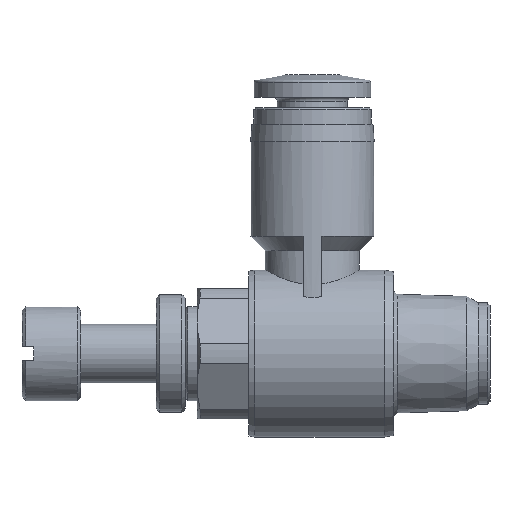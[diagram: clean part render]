
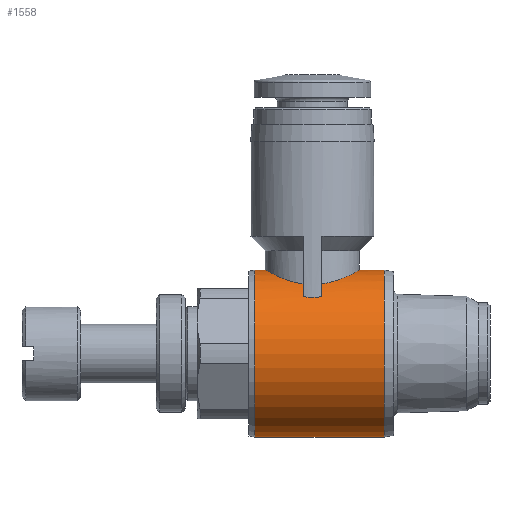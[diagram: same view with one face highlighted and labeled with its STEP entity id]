
A CAD part, left-side view. The second image highlights one B-rep face of the part: STEP entity #1558.
In plain terms, the highlighted cylindrical face has radius 7.1 mm (diameter 14.2 mm), a full revolution.
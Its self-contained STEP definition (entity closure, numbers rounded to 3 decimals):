
#34=CYLINDRICAL_SURFACE('',#1676,7.1);
#63=B_SPLINE_CURVE_WITH_KNOTS('',3,(#2257,#2258,#2259,#2260,#2261,#2262,
#2263,#2264,#2265),.UNSPECIFIED.,.F.,.F.,(4,1,1,1,1,1,4),(0.001,
0.004,0.005,0.006,0.008,
0.009,0.012),.UNSPECIFIED.);
#64=B_SPLINE_CURVE_WITH_KNOTS('',3,(#2271,#2272,#2273,#2274,#2275,#2276,
#2277,#2278,#2279),.UNSPECIFIED.,.F.,.F.,(4,1,1,1,1,1,4),(0.014,
0.016,0.018,0.019,0.021,
0.022,0.025),.UNSPECIFIED.);
#65=B_SPLINE_CURVE_WITH_KNOTS('',3,(#2293,#2294,#2295,#2296),
 .UNSPECIFIED.,.F.,.F.,(4,4),(0.023,0.025),
 .UNSPECIFIED.);
#66=B_SPLINE_CURVE_WITH_KNOTS('',3,(#2304,#2305,#2306,#2307),
 .UNSPECIFIED.,.F.,.F.,(4,4),(0.006,0.007),
 .UNSPECIFIED.);
#293=ORIENTED_EDGE('',*,*,#519,.F.);
#294=ORIENTED_EDGE('',*,*,#520,.T.);
#295=ORIENTED_EDGE('',*,*,#484,.T.);
#296=ORIENTED_EDGE('',*,*,#516,.T.);
#297=ORIENTED_EDGE('',*,*,#497,.T.);
#298=ORIENTED_EDGE('',*,*,#515,.T.);
#299=ORIENTED_EDGE('',*,*,#487,.T.);
#300=ORIENTED_EDGE('',*,*,#518,.T.);
#301=ORIENTED_EDGE('',*,*,#493,.T.);
#302=ORIENTED_EDGE('',*,*,#517,.T.);
#484=EDGE_CURVE('',#605,#603,#63,.T.);
#487=EDGE_CURVE('',#607,#608,#64,.T.);
#493=EDGE_CURVE('',#614,#613,#65,.T.);
#497=EDGE_CURVE('',#618,#617,#66,.T.);
#515=EDGE_CURVE('',#617,#607,#695,.F.);
#516=EDGE_CURVE('',#603,#618,#696,.F.);
#517=EDGE_CURVE('',#613,#605,#697,.F.);
#518=EDGE_CURVE('',#608,#614,#698,.F.);
#519=EDGE_CURVE('',#631,#631,#699,.T.);
#520=EDGE_CURVE('',#632,#632,#700,.T.);
#603=VERTEX_POINT('',#2255);
#605=VERTEX_POINT('',#2266);
#607=VERTEX_POINT('',#2280);
#608=VERTEX_POINT('',#2281);
#613=VERTEX_POINT('',#2292);
#614=VERTEX_POINT('',#2297);
#617=VERTEX_POINT('',#2303);
#618=VERTEX_POINT('',#2308);
#631=VERTEX_POINT('',#2373);
#632=VERTEX_POINT('',#2375);
#695=CIRCLE('',#1669,7.1);
#696=CIRCLE('',#1671,7.1);
#697=CIRCLE('',#1673,7.1);
#698=CIRCLE('',#1675,7.1);
#699=CIRCLE('',#1677,7.1);
#700=CIRCLE('',#1678,7.1);
#783=EDGE_LOOP('',(#293));
#784=EDGE_LOOP('',(#294));
#785=EDGE_LOOP('',(#295,#296,#297,#298,#299,#300,#301,#302));
#900=FACE_BOUND('',#783,.T.);
#901=FACE_BOUND('',#784,.T.);
#902=FACE_BOUND('',#785,.T.);
#1558=ADVANCED_FACE('',(#900,#901,#902),#34,.T.);
#1669=AXIS2_PLACEMENT_3D('',#2364,#1913,#1914);
#1671=AXIS2_PLACEMENT_3D('',#2366,#1917,#1918);
#1673=AXIS2_PLACEMENT_3D('',#2368,#1921,#1922);
#1675=AXIS2_PLACEMENT_3D('',#2370,#1925,#1926);
#1676=AXIS2_PLACEMENT_3D('',#2371,#1927,#1928);
#1677=AXIS2_PLACEMENT_3D('',#2372,#1929,#1930);
#1678=AXIS2_PLACEMENT_3D('',#2374,#1931,#1932);
#1913=DIRECTION('',(0.,1.,0.));
#1914=DIRECTION('',(0.,0.,1.));
#1917=DIRECTION('',(0.,-1.,0.));
#1918=DIRECTION('',(0.,0.,-1.));
#1921=DIRECTION('',(0.,-1.,0.));
#1922=DIRECTION('',(0.,0.,-1.));
#1925=DIRECTION('',(0.,1.,0.));
#1926=DIRECTION('',(0.,0.,1.));
#1927=DIRECTION('',(0.,-1.,0.));
#1928=DIRECTION('',(0.,0.,-1.));
#1929=DIRECTION('',(0.,-1.,0.));
#1930=DIRECTION('',(0.,0.,-1.));
#1931=DIRECTION('',(0.,-1.,0.));
#1932=DIRECTION('',(0.,0.,-1.));
#2255=CARTESIAN_POINT('',(3.919,-23.9,5.92));
#2257=CARTESIAN_POINT('',(-3.919,-23.9,5.92));
#2258=CARTESIAN_POINT('',(-3.734,-22.994,6.043));
#2259=CARTESIAN_POINT('',(-2.991,-21.785,6.52));
#2260=CARTESIAN_POINT('',(-1.407,-20.871,7.002));
#2261=CARTESIAN_POINT('',(-0.006,-20.615,7.149));
#2262=CARTESIAN_POINT('',(1.402,-20.867,7.004));
#2263=CARTESIAN_POINT('',(2.997,-21.79,6.518));
#2264=CARTESIAN_POINT('',(3.733,-22.989,6.043));
#2265=CARTESIAN_POINT('',(3.919,-23.9,5.92));
#2266=CARTESIAN_POINT('',(-3.919,-23.9,5.92));
#2271=CARTESIAN_POINT('',(3.919,-25.5,5.92));
#2272=CARTESIAN_POINT('',(3.734,-26.407,6.043));
#2273=CARTESIAN_POINT('',(2.992,-27.614,6.52));
#2274=CARTESIAN_POINT('',(1.406,-28.53,7.002));
#2275=CARTESIAN_POINT('',(0.005,-28.784,7.148));
#2276=CARTESIAN_POINT('',(-1.402,-28.533,7.004));
#2277=CARTESIAN_POINT('',(-2.999,-27.606,6.518));
#2278=CARTESIAN_POINT('',(-3.731,-26.421,6.045));
#2279=CARTESIAN_POINT('',(-3.919,-25.5,5.92));
#2280=CARTESIAN_POINT('',(3.919,-25.5,5.92));
#2281=CARTESIAN_POINT('',(-3.919,-25.5,5.92));
#2292=CARTESIAN_POINT('',(-5.189,-23.9,4.846));
#2293=CARTESIAN_POINT('',(-5.189,-25.5,4.846));
#2294=CARTESIAN_POINT('',(-5.27,-24.976,4.76));
#2295=CARTESIAN_POINT('',(-5.269,-24.423,4.76));
#2296=CARTESIAN_POINT('',(-5.189,-23.9,4.846));
#2297=CARTESIAN_POINT('',(-5.189,-25.5,4.846));
#2303=CARTESIAN_POINT('',(5.189,-25.5,4.846));
#2304=CARTESIAN_POINT('',(5.189,-23.9,4.846));
#2305=CARTESIAN_POINT('',(5.269,-24.423,4.76));
#2306=CARTESIAN_POINT('',(5.269,-24.976,4.76));
#2307=CARTESIAN_POINT('',(5.189,-25.5,4.846));
#2308=CARTESIAN_POINT('',(5.189,-23.9,4.846));
#2364=CARTESIAN_POINT('',(0.,-25.5,0.));
#2366=CARTESIAN_POINT('',(0.,-23.9,0.));
#2368=CARTESIAN_POINT('',(0.,-23.9,0.));
#2370=CARTESIAN_POINT('',(0.,-25.5,0.));
#2371=CARTESIAN_POINT('',(0.,-39.8,0.));
#2372=CARTESIAN_POINT('',(0.,-30.812,0.));
#2373=CARTESIAN_POINT('',(0.,-30.812,-7.1));
#2374=CARTESIAN_POINT('',(0.,-19.792,0.));
#2375=CARTESIAN_POINT('',(0.,-19.792,-7.1));
